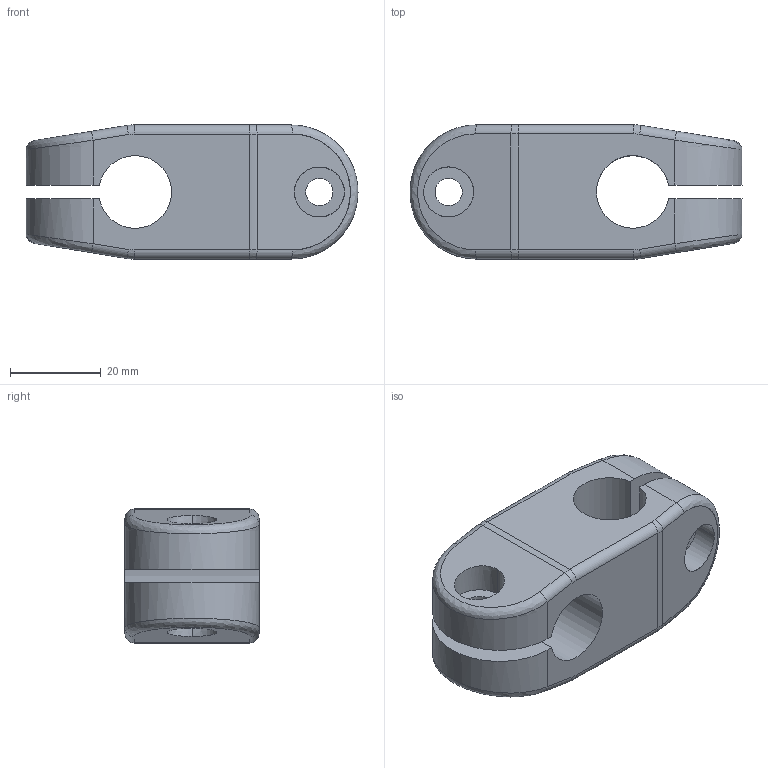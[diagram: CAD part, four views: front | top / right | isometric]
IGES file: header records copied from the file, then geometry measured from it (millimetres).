
Start section:  PTC IGES file: 174-53781.igs
Global section: file name: 174-53781.igs; native system: Pro/ENGINEER by Parametric Technology Corporation; preprocessor: 2005310; author: RCRU28; organization: Unknown; date: 070605.150953; units: millimetre
Bounding box: 73 x 29.5 x 29.5 mm (x, y, z)
Surface area: 12599.3 mm2 (no closed solid volume)
Topology: 0 solids, 0 shells, 66 faces, 312 edges, 312 vertices
Faces by surface type: revolution 46, bspline 20
